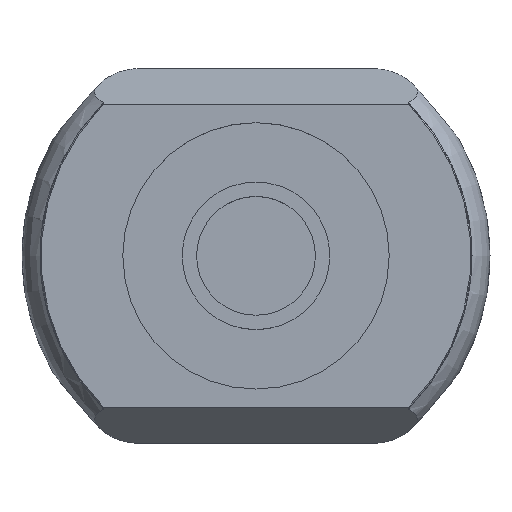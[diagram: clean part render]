
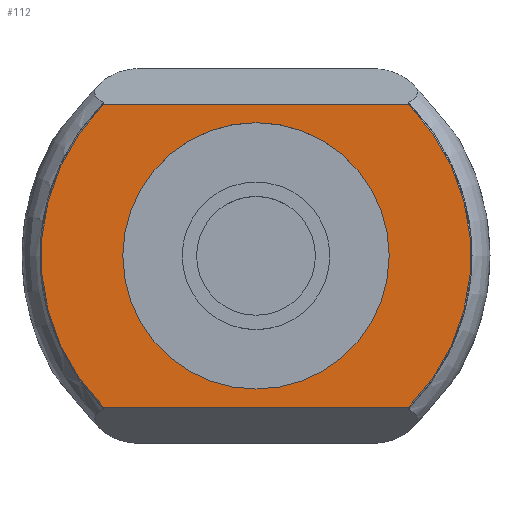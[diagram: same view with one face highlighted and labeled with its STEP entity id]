
A CAD part, top view. The second image highlights one B-rep face of the part: STEP entity #112.
In plain terms, the highlighted planar face has unit normal (0, 0, 1).
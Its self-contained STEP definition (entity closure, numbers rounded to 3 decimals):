
#112=ADVANCED_FACE('',(#233,#234),#148,.T.);
#148=PLANE('',#692);
#165=LINE('',#963,#199);
#166=LINE('',#967,#200);
#199=VECTOR('',#775,1.);
#200=VECTOR('',#778,1.);
#233=FACE_BOUND('',#245,.T.);
#234=FACE_BOUND('',#246,.T.);
#245=EDGE_LOOP('',(#287));
#246=EDGE_LOOP('',(#288,#289,#290,#291));
#287=ORIENTED_EDGE('',*,*,#529,.F.);
#288=ORIENTED_EDGE('',*,*,#530,.T.);
#289=ORIENTED_EDGE('',*,*,#531,.T.);
#290=ORIENTED_EDGE('',*,*,#532,.T.);
#291=ORIENTED_EDGE('',*,*,#533,.T.);
#467=VERTEX_POINT('',#959);
#468=VERTEX_POINT('',#961);
#469=VERTEX_POINT('',#962);
#470=VERTEX_POINT('',#964);
#471=VERTEX_POINT('',#966);
#529=EDGE_CURVE('',#467,#467,#619,.T.);
#530=EDGE_CURVE('',#468,#469,#620,.T.);
#531=EDGE_CURVE('',#469,#470,#165,.T.);
#532=EDGE_CURVE('',#470,#471,#621,.T.);
#533=EDGE_CURVE('',#471,#468,#166,.T.);
#619=CIRCLE('',#689,37.);
#620=CIRCLE('',#690,59.7);
#621=CIRCLE('',#691,59.7);
#689=AXIS2_PLACEMENT_3D('',#958,#771,#772);
#690=AXIS2_PLACEMENT_3D('',#960,#773,#774);
#691=AXIS2_PLACEMENT_3D('',#965,#776,#777);
#692=AXIS2_PLACEMENT_3D('',#968,#779,#780);
#771=DIRECTION('',(0.,0.,1.));
#772=DIRECTION('',(1.,0.,0.));
#773=DIRECTION('',(0.,0.,1.));
#774=DIRECTION('',(-1.,0.,0.));
#775=DIRECTION('',(1.,0.,0.));
#776=DIRECTION('',(0.,0.,1.));
#777=DIRECTION('',(-1.,0.,0.));
#778=DIRECTION('',(-1.,0.,0.));
#779=DIRECTION('',(0.,0.,1.));
#780=DIRECTION('',(-1.,0.,0.));
#958=CARTESIAN_POINT('',(0.,0.,0.));
#959=CARTESIAN_POINT('',(37.,0.,0.));
#960=CARTESIAN_POINT('',(0.,0.,0.));
#961=CARTESIAN_POINT('',(-42.427,42.,0.));
#962=CARTESIAN_POINT('',(-42.427,-42.,0.));
#963=CARTESIAN_POINT('',(60.,-42.,0.));
#964=CARTESIAN_POINT('',(42.427,-42.,0.));
#965=CARTESIAN_POINT('',(0.,0.,0.));
#966=CARTESIAN_POINT('',(42.427,42.,0.));
#967=CARTESIAN_POINT('',(60.,42.,0.));
#968=CARTESIAN_POINT('',(60.,0.,0.));
